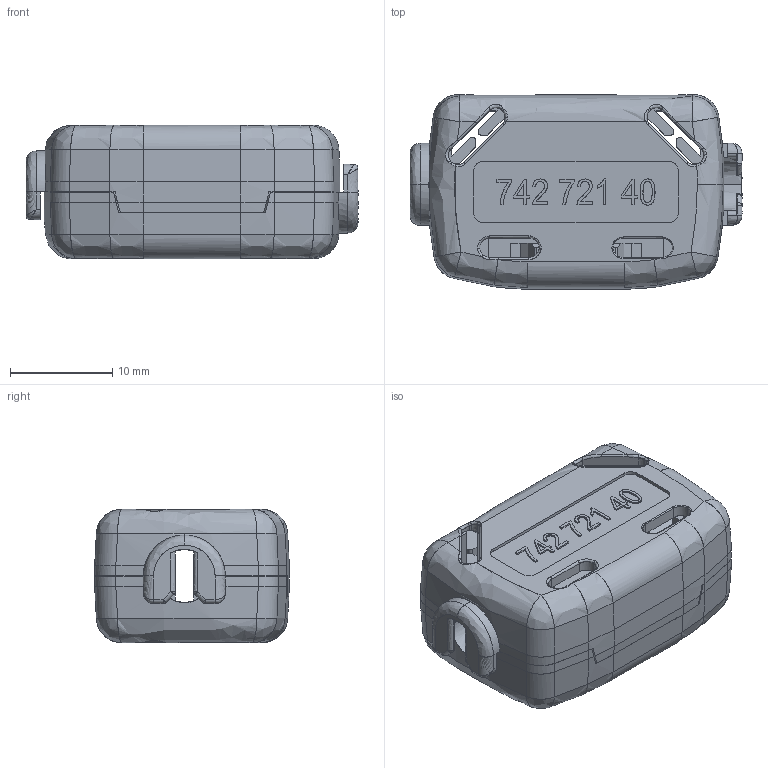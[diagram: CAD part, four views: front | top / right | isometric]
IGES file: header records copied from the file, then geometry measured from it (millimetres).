
Start section: C
Global section: file name: 74272140.igs; native system: By Siemens PLM Incorporated; preprocessor: XPlus GENERIC/IGES 24.0.124; author: Author; organization: Title; date: 20240418.142109; units: millimetre
Bounding box: 32.4 x 19 x 13.01 mm (x, y, z)
Surface area: 4794.4 mm2 (no closed solid volume)
Topology: 0 solids, 0 shells, 1311 faces, 7659 edges, 7647 vertices
Faces by surface type: bspline 1311
